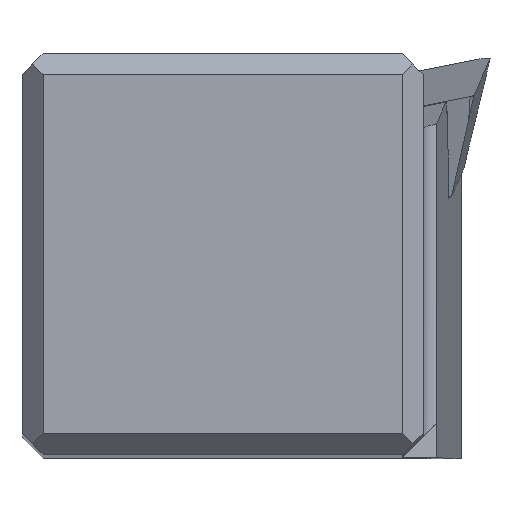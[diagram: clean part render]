
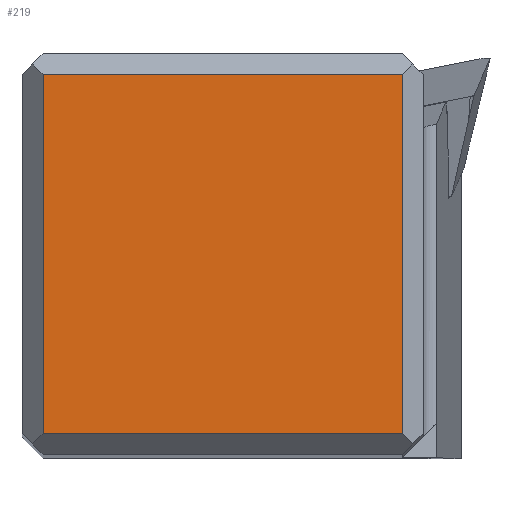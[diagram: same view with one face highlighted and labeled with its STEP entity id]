
A CAD part, top view. The second image highlights one B-rep face of the part: STEP entity #219.
In plain terms, the highlighted planar face has unit normal (0, 0, 1).
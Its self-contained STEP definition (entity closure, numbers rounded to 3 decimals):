
#136=FACE_OUTER_BOUND('',#358,.T.);
#219=ADVANCED_FACE('',(#136),#290,.T.);
#290=PLANE('',#1857);
#358=EDGE_LOOP('',(#601,#602,#603,#604));
#601=ORIENTED_EDGE('',*,*,#1166,.F.);
#602=ORIENTED_EDGE('',*,*,#1167,.T.);
#603=ORIENTED_EDGE('',*,*,#1168,.T.);
#604=ORIENTED_EDGE('',*,*,#1140,.F.);
#955=VERTEX_POINT('',#2650);
#956=VERTEX_POINT('',#2652);
#974=VERTEX_POINT('',#2700);
#975=VERTEX_POINT('',#2704);
#1140=EDGE_CURVE('',#955,#956,#1480,.T.);
#1166=EDGE_CURVE('',#974,#955,#1503,.T.);
#1167=EDGE_CURVE('',#974,#975,#1504,.T.);
#1168=EDGE_CURVE('',#975,#956,#1505,.T.);
#1480=LINE('',#2651,#1628);
#1503=LINE('',#2701,#1651);
#1504=LINE('',#2703,#1652);
#1505=LINE('',#2705,#1653);
#1628=VECTOR('',#2156,1.);
#1651=VECTOR('',#2195,1.);
#1652=VECTOR('',#2198,1.);
#1653=VECTOR('',#2199,1.);
#1857=AXIS2_PLACEMENT_3D('',#2706,#2200,#2201);
#2156=DIRECTION('',(-1.,0.,0.));
#2195=DIRECTION('',(0.,-1.,0.));
#2198=DIRECTION('',(-1.,0.,0.));
#2199=DIRECTION('',(0.,-1.,0.));
#2200=DIRECTION('',(0.,0.,1.));
#2201=DIRECTION('',(1.,0.,0.));
#2650=CARTESIAN_POINT('',(18.05,1.,0.));
#2651=CARTESIAN_POINT('',(18.05,1.,0.));
#2652=CARTESIAN_POINT('',(1.,1.,0.));
#2700=CARTESIAN_POINT('',(18.05,18.05,0.));
#2701=CARTESIAN_POINT('',(18.05,18.05,0.));
#2703=CARTESIAN_POINT('',(18.05,18.05,0.));
#2704=CARTESIAN_POINT('',(1.,18.05,0.));
#2705=CARTESIAN_POINT('',(1.,18.05,0.));
#2706=CARTESIAN_POINT('',(9.525,9.525,0.));
